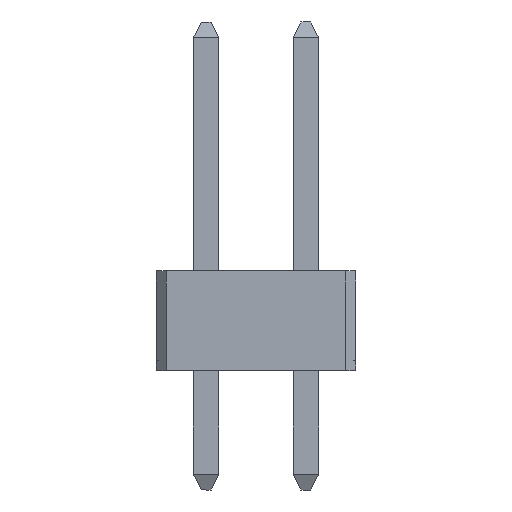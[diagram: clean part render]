
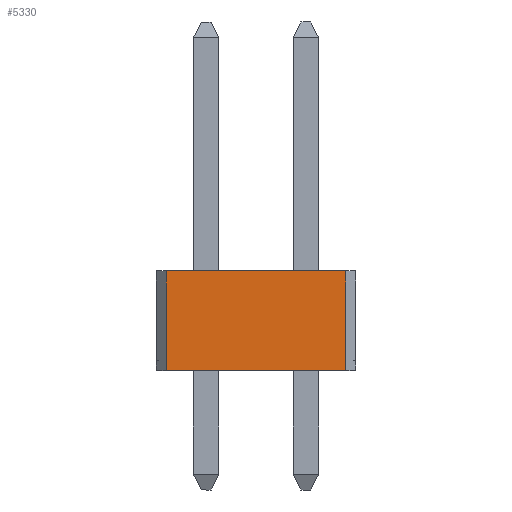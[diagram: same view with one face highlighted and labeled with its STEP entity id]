
A CAD part, left-side view. The second image highlights one B-rep face of the part: STEP entity #5330.
In plain terms, the highlighted planar face has unit normal (-1, 0, 0).
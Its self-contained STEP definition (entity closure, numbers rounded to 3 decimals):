
#57=FACE_OUTER_BOUND('',#383,.T.);
#383=EDGE_LOOP('',(#3479,#3480,#3481,#3482));
#735=LINE('',#7417,#1483);
#778=LINE('',#7508,#1526);
#779=LINE('',#7511,#1527);
#780=LINE('',#7512,#1528);
#1483=VECTOR('',#6006,4.572);
#1526=VECTOR('',#6065,2.54);
#1527=VECTOR('',#6068,4.572);
#1528=VECTOR('',#6069,2.54);
#2230=VERTEX_POINT('',#7414);
#2231=VERTEX_POINT('',#7416);
#2271=VERTEX_POINT('',#7506);
#2272=VERTEX_POINT('',#7510);
#2683=EDGE_CURVE('',#2231,#2230,#735,.T.);
#2726=EDGE_CURVE('',#2230,#2271,#778,.T.);
#2727=EDGE_CURVE('',#2272,#2271,#779,.T.);
#2728=EDGE_CURVE('',#2231,#2272,#780,.T.);
#3479=ORIENTED_EDGE('',*,*,#2683,.T.);
#3480=ORIENTED_EDGE('',*,*,#2726,.T.);
#3481=ORIENTED_EDGE('',*,*,#2727,.F.);
#3482=ORIENTED_EDGE('',*,*,#2728,.F.);
#4929=PLANE('',#5671);
#5330=ADVANCED_FACE('',(#57),#4929,.T.);
#5671=AXIS2_PLACEMENT_3D('',#7509,#6066,#6067);
#6006=DIRECTION('',(0.,0.,1.));
#6065=DIRECTION('',(0.,1.,0.));
#6066=DIRECTION('center_axis',(-1.,0.,0.));
#6067=DIRECTION('ref_axis',(0.,0.,1.));
#6068=DIRECTION('',(0.,0.,1.));
#6069=DIRECTION('',(0.,1.,0.));
#7414=CARTESIAN_POINT('',(-1.27,0.,2.286));
#7416=CARTESIAN_POINT('',(-1.27,0.,-2.286));
#7417=CARTESIAN_POINT('',(-1.27,0.,-2.286));
#7506=CARTESIAN_POINT('',(-1.27,2.54,2.286));
#7508=CARTESIAN_POINT('',(-1.27,0.,2.286));
#7509=CARTESIAN_POINT('Origin',(-1.27,0.,-2.286));
#7510=CARTESIAN_POINT('',(-1.27,2.54,-2.286));
#7511=CARTESIAN_POINT('',(-1.27,2.54,-2.286));
#7512=CARTESIAN_POINT('',(-1.27,0.,-2.286));
